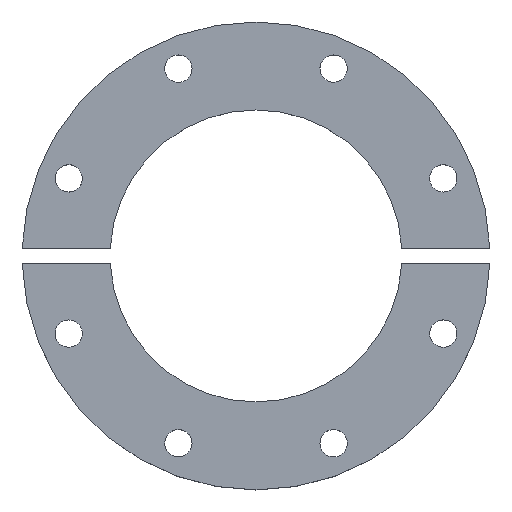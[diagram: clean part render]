
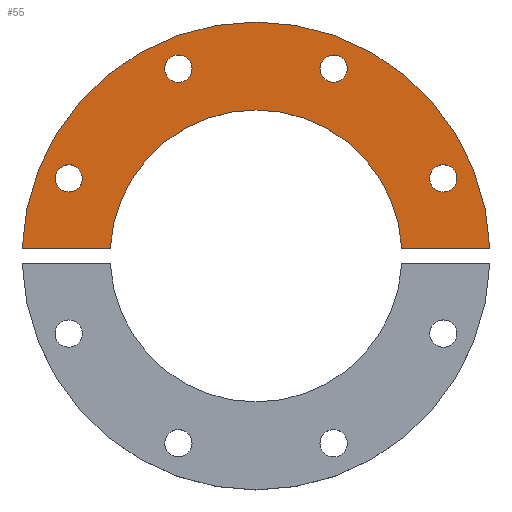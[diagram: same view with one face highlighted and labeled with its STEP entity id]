
A CAD part, top view. The second image highlights one B-rep face of the part: STEP entity #55.
In plain terms, the highlighted planar face has unit normal (0, 0, 1).
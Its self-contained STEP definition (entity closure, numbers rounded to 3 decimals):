
#55 = ADVANCED_FACE( '', ( #125, #126, #127, #128, #129 ), #130, .F. );
#125 = FACE_BOUND( '', #233, .T. );
#126 = FACE_BOUND( '', #234, .T. );
#127 = FACE_BOUND( '', #235, .T. );
#128 = FACE_BOUND( '', #236, .T. );
#129 = FACE_OUTER_BOUND( '', #237, .T. );
#130 = PLANE( '', #238 );
#233 = EDGE_LOOP( '', ( #335 ) );
#234 = EDGE_LOOP( '', ( #336 ) );
#235 = EDGE_LOOP( '', ( #337 ) );
#236 = EDGE_LOOP( '', ( #338 ) );
#237 = EDGE_LOOP( '', ( #339, #340, #341, #342 ) );
#238 = AXIS2_PLACEMENT_3D( '', #343, #344, #345 );
#335 = ORIENTED_EDGE( '', *, *, #532, .F. );
#336 = ORIENTED_EDGE( '', *, *, #533, .F. );
#337 = ORIENTED_EDGE( '', *, *, #534, .F. );
#338 = ORIENTED_EDGE( '', *, *, #535, .F. );
#339 = ORIENTED_EDGE( '', *, *, #536, .F. );
#340 = ORIENTED_EDGE( '', *, *, #537, .F. );
#341 = ORIENTED_EDGE( '', *, *, #538, .T. );
#342 = ORIENTED_EDGE( '', *, *, #539, .F. );
#343 = CARTESIAN_POINT( '', ( -29.718, 0., 5.08 ) );
#344 = DIRECTION( '', ( 0., 0., -1. ) );
#345 = DIRECTION( '', ( -1., 0., 0. ) );
#532 = EDGE_CURVE( '', #612, #612, #613, .T. );
#533 = EDGE_CURVE( '', #614, #614, #615, .T. );
#534 = EDGE_CURVE( '', #616, #616, #617, .T. );
#535 = EDGE_CURVE( '', #618, #618, #619, .T. );
#536 = EDGE_CURVE( '', #620, #621, #622, .T. );
#537 = EDGE_CURVE( '', #623, #620, #624, .T. );
#538 = EDGE_CURVE( '', #623, #625, #626, .T. );
#539 = EDGE_CURVE( '', #621, #625, #627, .T. );
#612 = VERTEX_POINT( '', #730 );
#613 = CIRCLE( '', #731, 2.778 );
#614 = VERTEX_POINT( '', #732 );
#615 = CIRCLE( '', #733, 2.778 );
#616 = VERTEX_POINT( '', #734 );
#617 = CIRCLE( '', #735, 2.778 );
#618 = VERTEX_POINT( '', #736 );
#619 = CIRCLE( '', #737, 2.778 );
#620 = VERTEX_POINT( '', #738 );
#621 = VERTEX_POINT( '', #739 );
#622 = CIRCLE( '', #740, 47.625 );
#623 = VERTEX_POINT( '', #741 );
#624 = LINE( '', #742, #743 );
#625 = VERTEX_POINT( '', #744 );
#626 = CIRCLE( '', #745, 29.718 );
#627 = LINE( '', #746, #747 );
#730 = CARTESIAN_POINT( '', ( 17.76, 36.169, 5.08 ) );
#731 = AXIS2_PLACEMENT_3D( '', #874, #875, #876 );
#732 = CARTESIAN_POINT( '', ( 38.133, 13.017, 5.08 ) );
#733 = AXIS2_PLACEMENT_3D( '', #877, #878, #879 );
#734 = CARTESIAN_POINT( '', ( -36.169, 17.76, 5.08 ) );
#735 = AXIS2_PLACEMENT_3D( '', #880, #881, #882 );
#736 = CARTESIAN_POINT( '', ( -13.017, 38.133, 5.08 ) );
#737 = AXIS2_PLACEMENT_3D( '', #883, #884, #885 );
#738 = CARTESIAN_POINT( '', ( -47.599, 1.588, 5.08 ) );
#739 = CARTESIAN_POINT( '', ( 47.599, 1.588, 5.08 ) );
#740 = AXIS2_PLACEMENT_3D( '', #886, #887, #888 );
#741 = CARTESIAN_POINT( '', ( -29.676, 1.588, 5.08 ) );
#742 = CARTESIAN_POINT( '', ( 47.625, 1.588, 5.08 ) );
#743 = VECTOR( '', #889, 1000. );
#744 = CARTESIAN_POINT( '', ( 29.676, 1.588, 5.08 ) );
#745 = AXIS2_PLACEMENT_3D( '', #890, #891, #892 );
#746 = CARTESIAN_POINT( '', ( 47.625, 1.588, 5.08 ) );
#747 = VECTOR( '', #893, 1000. );
#874 = CARTESIAN_POINT( '', ( 15.795, 38.133, 5.08 ) );
#875 = DIRECTION( '', ( 0., 0., 1. ) );
#876 = DIRECTION( '', ( 0.707, -0.707, 0. ) );
#877 = CARTESIAN_POINT( '', ( 38.133, 15.795, 5.08 ) );
#878 = DIRECTION( '', ( 0., 0., 1. ) );
#879 = DIRECTION( '', ( 0., -1., 0. ) );
#880 = CARTESIAN_POINT( '', ( -38.133, 15.795, 5.08 ) );
#881 = DIRECTION( '', ( 0., 0., 1. ) );
#882 = DIRECTION( '', ( 0.707, 0.707, 0. ) );
#883 = CARTESIAN_POINT( '', ( -15.795, 38.133, 5.08 ) );
#884 = DIRECTION( '', ( 0., 0., 1. ) );
#885 = DIRECTION( '', ( 1., 0., 0. ) );
#886 = CARTESIAN_POINT( '', ( 0., 0., 5.08 ) );
#887 = DIRECTION( '', ( 0., 0., -1. ) );
#888 = DIRECTION( '', ( -1., 0., 0. ) );
#889 = DIRECTION( '', ( -1., 0., 0. ) );
#890 = CARTESIAN_POINT( '', ( 0., 0., 5.08 ) );
#891 = DIRECTION( '', ( 0., 0., -1. ) );
#892 = DIRECTION( '', ( -1., 0., 0. ) );
#893 = DIRECTION( '', ( -1., 0., 0. ) );
